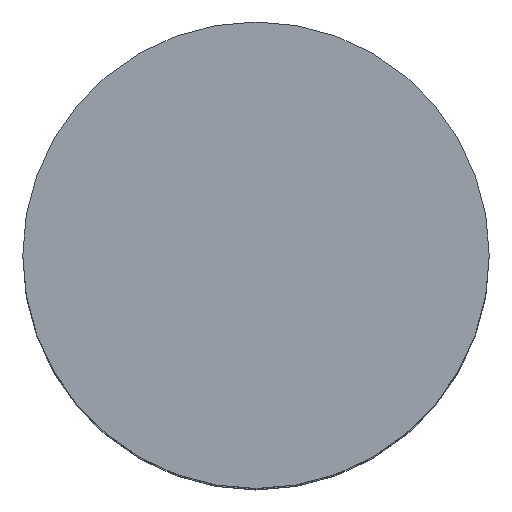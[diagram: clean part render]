
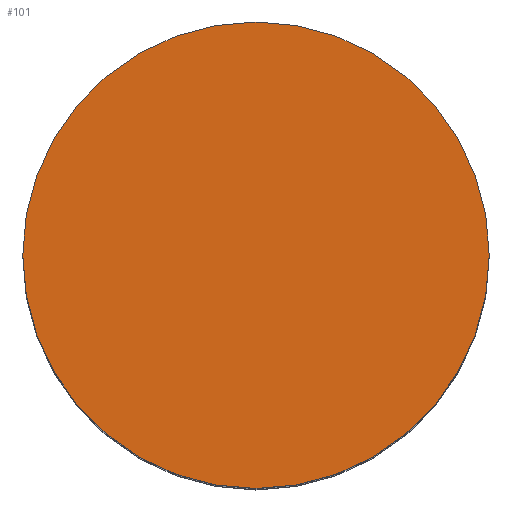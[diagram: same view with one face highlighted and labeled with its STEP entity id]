
A CAD part, top view. The second image highlights one B-rep face of the part: STEP entity #101.
In plain terms, the highlighted planar face has unit normal (0, 0, 1).
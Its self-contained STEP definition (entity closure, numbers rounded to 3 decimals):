
#15 = EDGE_LOOP ( 'NONE', ( #327, #249 ) ) ;
#101 = ADVANCED_FACE ( 'NONE', ( #207 ), #621, .T. ) ;
#131 = DIRECTION ( 'NONE',  ( 0., 0., 1. ) ) ;
#138 = CARTESIAN_POINT ( 'NONE',  ( -1.3, 0., 4.8 ) ) ;
#146 = AXIS2_PLACEMENT_3D ( 'NONE', #612, #567, #422 ) ;
#161 = AXIS2_PLACEMENT_3D ( 'NONE', #171, #131, #233 ) ;
#162 = DIRECTION ( 'NONE',  ( 0., 0., 1. ) ) ;
#171 = CARTESIAN_POINT ( 'NONE',  ( 0., 0., 4.8 ) ) ;
#207 = FACE_OUTER_BOUND ( 'NONE', #15, .T. ) ;
#233 = DIRECTION ( 'NONE',  ( 1., 0., 0. ) ) ;
#249 = ORIENTED_EDGE ( 'NONE', *, *, #604, .T. ) ;
#264 = CIRCLE ( 'NONE', #161, 1.3 ) ;
#290 = CARTESIAN_POINT ( 'NONE',  ( 1.3, 0., 4.8 ) ) ;
#327 = ORIENTED_EDGE ( 'NONE', *, *, #643, .T. ) ;
#336 = VERTEX_POINT ( 'NONE', #290 ) ;
#422 = DIRECTION ( 'NONE',  ( 1., 0., 0. ) ) ;
#448 = CIRCLE ( 'NONE', #146, 1.3 ) ;
#466 = CARTESIAN_POINT ( 'NONE',  ( 0., 0., 4.8 ) ) ;
#527 = DIRECTION ( 'NONE',  ( 1., 0., 0. ) ) ;
#553 = AXIS2_PLACEMENT_3D ( 'NONE', #466, #162, #527 ) ;
#567 = DIRECTION ( 'NONE',  ( 0., 0., 1. ) ) ;
#604 = EDGE_CURVE ( 'NONE', #336, #660, #448, .T. ) ;
#612 = CARTESIAN_POINT ( 'NONE',  ( 0., 0., 4.8 ) ) ;
#621 = PLANE ( 'NONE',  #553 ) ;
#643 = EDGE_CURVE ( 'NONE', #660, #336, #264, .T. ) ;
#660 = VERTEX_POINT ( 'NONE', #138 ) ;
